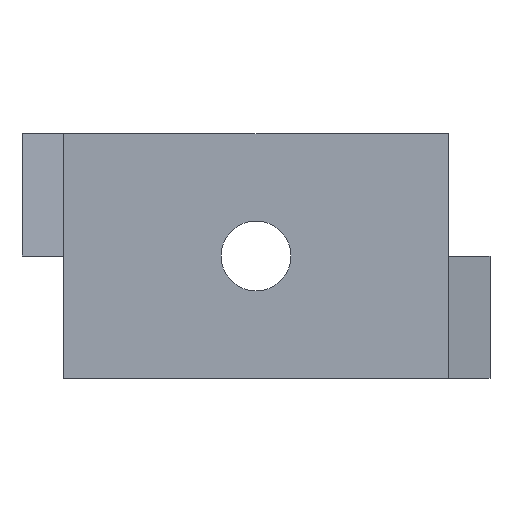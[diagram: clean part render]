
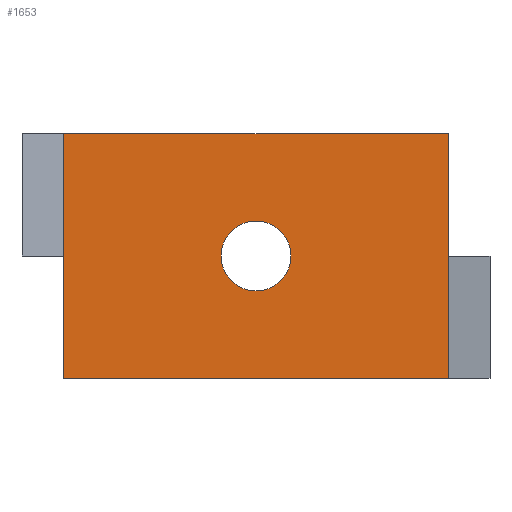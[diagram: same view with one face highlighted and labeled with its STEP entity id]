
A CAD part, front view. The second image highlights one B-rep face of the part: STEP entity #1653.
In plain terms, the highlighted planar face has unit normal (0, -1, 0).
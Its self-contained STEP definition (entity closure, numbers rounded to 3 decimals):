
#12 = VERTEX_POINT ( 'NONE', #1650 ) ;
#44 = VERTEX_POINT ( 'NONE', #2544 ) ;
#109 = DIRECTION ( 'NONE',  ( -1., 0., 0. ) ) ;
#151 = DIRECTION ( 'NONE',  ( 0., 0., -1. ) ) ;
#244 = DIRECTION ( 'NONE',  ( -1., 0., 0. ) ) ;
#304 = CARTESIAN_POINT ( 'NONE',  ( -11., 0., -31.166 ) ) ;
#429 = LINE ( 'NONE', #1333, #2290 ) ;
#536 = EDGE_CURVE ( 'NONE', #1416, #2738, #1151, .T. ) ;
#576 = PLANE ( 'NONE',  #1029 ) ;
#642 = VECTOR ( 'NONE', #1901, 1000. ) ;
#650 = CARTESIAN_POINT ( 'NONE',  ( 11., 0., -7. ) ) ;
#656 = VERTEX_POINT ( 'NONE', #650 ) ;
#690 = VERTEX_POINT ( 'NONE', #2801 ) ;
#705 = EDGE_CURVE ( 'NONE', #12, #690, #935, .T. ) ;
#875 = EDGE_CURVE ( 'NONE', #44, #1416, #2542, .T. ) ;
#879 = ORIENTED_EDGE ( 'NONE', *, *, #1459, .T. ) ;
#935 = CIRCLE ( 'NONE', #2471, 2. ) ;
#960 = CARTESIAN_POINT ( 'NONE',  ( -11., 0., 7. ) ) ;
#1010 = LINE ( 'NONE', #1747, #642 ) ;
#1029 = AXIS2_PLACEMENT_3D ( 'NONE', #1509, #2595, #151 ) ;
#1075 = EDGE_CURVE ( 'NONE', #690, #12, #2055, .T. ) ;
#1088 = EDGE_LOOP ( 'NONE', ( #1318, #2861 ) ) ;
#1093 = CARTESIAN_POINT ( 'NONE',  ( 0., 0., 0. ) ) ;
#1151 = LINE ( 'NONE', #960, #2763 ) ;
#1157 = EDGE_CURVE ( 'NONE', #656, #44, #429, .T. ) ;
#1184 = ORIENTED_EDGE ( 'NONE', *, *, #1157, .F. ) ;
#1191 = ORIENTED_EDGE ( 'NONE', *, *, #875, .F. ) ;
#1260 = AXIS2_PLACEMENT_3D ( 'NONE', #1093, #1982, #244 ) ;
#1318 = ORIENTED_EDGE ( 'NONE', *, *, #705, .T. ) ;
#1333 = CARTESIAN_POINT ( 'NONE',  ( -11., 0., -7. ) ) ;
#1416 = VERTEX_POINT ( 'NONE', #2118 ) ;
#1456 = FACE_BOUND ( 'NONE', #1088, .T. ) ;
#1459 = EDGE_CURVE ( 'NONE', #656, #2738, #1010, .T. ) ;
#1509 = CARTESIAN_POINT ( 'NONE',  ( 0., 0., 0. ) ) ;
#1650 = CARTESIAN_POINT ( 'NONE',  ( 2., 0., 0. ) ) ;
#1653 = ADVANCED_FACE ( 'NONE', ( #1456, #2842 ), #576, .T. ) ;
#1683 = VECTOR ( 'NONE', #2199, 1000. ) ;
#1747 = CARTESIAN_POINT ( 'NONE',  ( 11., 0., -31.166 ) ) ;
#1862 = CARTESIAN_POINT ( 'NONE',  ( 0., 0., 0. ) ) ;
#1901 = DIRECTION ( 'NONE',  ( 0., 0., 1. ) ) ;
#1982 = DIRECTION ( 'NONE',  ( 0., 1., 0. ) ) ;
#2055 = CIRCLE ( 'NONE', #1260, 2. ) ;
#2118 = CARTESIAN_POINT ( 'NONE',  ( -11., 0., 7. ) ) ;
#2199 = DIRECTION ( 'NONE',  ( 0., 0., 1. ) ) ;
#2277 = EDGE_LOOP ( 'NONE', ( #1191, #1184, #879, #2529 ) ) ;
#2290 = VECTOR ( 'NONE', #2694, 1000. ) ;
#2340 = DIRECTION ( 'NONE',  ( 0., 1., 0. ) ) ;
#2471 = AXIS2_PLACEMENT_3D ( 'NONE', #1862, #2340, #109 ) ;
#2529 = ORIENTED_EDGE ( 'NONE', *, *, #536, .F. ) ;
#2542 = LINE ( 'NONE', #304, #1683 ) ;
#2544 = CARTESIAN_POINT ( 'NONE',  ( -11., 0., -7. ) ) ;
#2594 = CARTESIAN_POINT ( 'NONE',  ( 11., 0., 7. ) ) ;
#2595 = DIRECTION ( 'NONE',  ( 0., -1., 0. ) ) ;
#2694 = DIRECTION ( 'NONE',  ( -1., 0., 0. ) ) ;
#2738 = VERTEX_POINT ( 'NONE', #2594 ) ;
#2763 = VECTOR ( 'NONE', #2908, 1000. ) ;
#2801 = CARTESIAN_POINT ( 'NONE',  ( -2., 0., 0. ) ) ;
#2842 = FACE_OUTER_BOUND ( 'NONE', #2277, .T. ) ;
#2861 = ORIENTED_EDGE ( 'NONE', *, *, #1075, .T. ) ;
#2908 = DIRECTION ( 'NONE',  ( 1., 0., 0. ) ) ;
